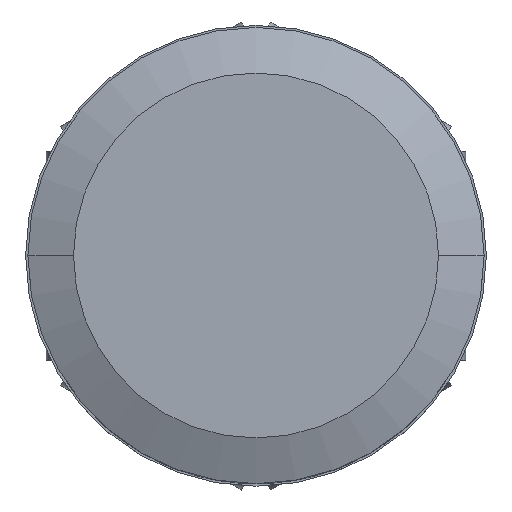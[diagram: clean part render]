
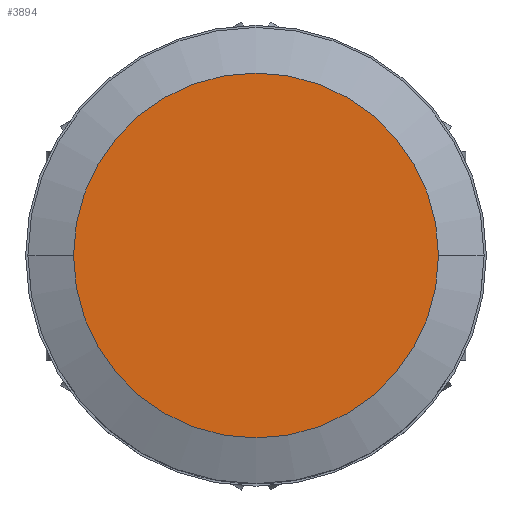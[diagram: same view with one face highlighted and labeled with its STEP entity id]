
A CAD part, top view. The second image highlights one B-rep face of the part: STEP entity #3894.
In plain terms, the highlighted planar face has unit normal (0, 0, 1).
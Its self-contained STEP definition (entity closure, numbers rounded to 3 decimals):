
#1548 = CARTESIAN_POINT ( 'NONE',  ( 0., 0., 0. ) ) ;
#1561 = DIRECTION ( 'NONE',  ( 0., 0., 1. ) ) ;
#1562 = DIRECTION ( 'NONE',  ( 1., 0., 0. ) ) ;
#1743 = CARTESIAN_POINT ( 'NONE',  ( 0., 0., 0. ) ) ;
#1744 = DIRECTION ( 'NONE',  ( 0., 0., 1. ) ) ;
#1745 = DIRECTION ( 'NONE',  ( 1., 0., 0. ) ) ;
#2719 = VERTEX_POINT ( 'NONE', #2951 ) ;
#2721 = VERTEX_POINT ( 'NONE', #2953 ) ;
#2951 = CARTESIAN_POINT ( 'NONE',  ( 20., 0., 0. ) ) ;
#2953 = CARTESIAN_POINT ( 'NONE',  ( -20., 0., 0. ) ) ;
#3141 = FACE_OUTER_BOUND ( 'NONE', #7057, .T. ) ;
#3146 = AXIS2_PLACEMENT_3D ( 'NONE', #5446, #5447, #5448 ) ;
#3894 = ADVANCED_FACE ( 'NONE', ( #3141 ), #5445, .F. ) ;
#4137 = AXIS2_PLACEMENT_3D ( 'NONE', #1548, #1561, #1562 ) ;
#4230 = AXIS2_PLACEMENT_3D ( 'NONE', #1743, #1744, #1745 ) ;
#4538 = CIRCLE ( 'NONE', #4230, 20. ) ;
#4576 = CIRCLE ( 'NONE', #4137, 20. ) ;
#5172 = ORIENTED_EDGE ( 'NONE', *, *, #6953, .T. ) ;
#5174 = ORIENTED_EDGE ( 'NONE', *, *, #6892, .T. ) ;
#5445 = PLANE ( 'NONE',  #3146 ) ;
#5446 = CARTESIAN_POINT ( 'NONE',  ( 0., 0., 0. ) ) ;
#5447 = DIRECTION ( 'NONE',  ( 0., 0., -1. ) ) ;
#5448 = DIRECTION ( 'NONE',  ( -1., 0., 0. ) ) ;
#6892 = EDGE_CURVE ( 'NONE', #2719, #2721, #4576, .T. ) ;
#6953 = EDGE_CURVE ( 'NONE', #2721, #2719, #4538, .T. ) ;
#7057 = EDGE_LOOP ( 'NONE', ( #5172, #5174 ) ) ;
